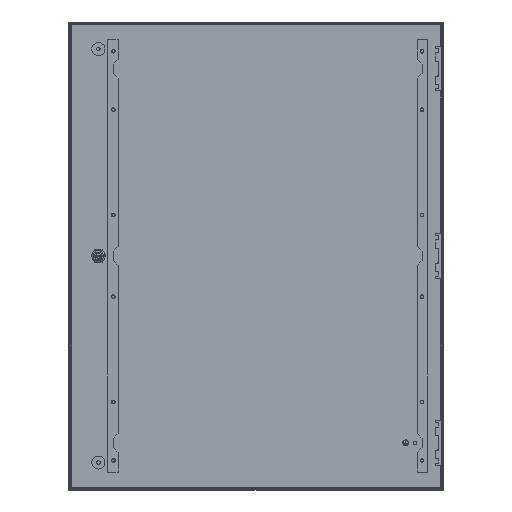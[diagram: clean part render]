
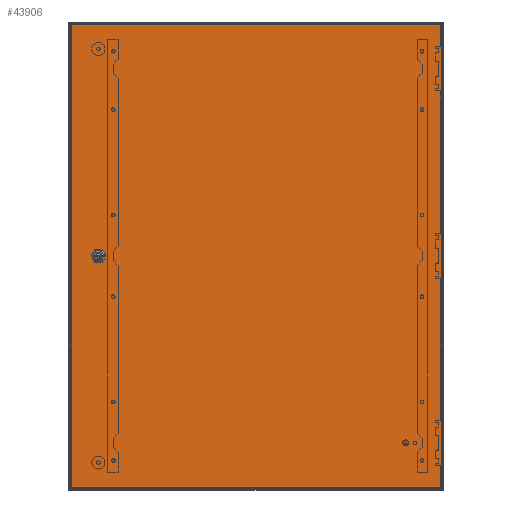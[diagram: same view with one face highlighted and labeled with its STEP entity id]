
A CAD part, top view. The second image highlights one B-rep face of the part: STEP entity #43906.
In plain terms, the highlighted planar face has unit normal (0, 0, 1).
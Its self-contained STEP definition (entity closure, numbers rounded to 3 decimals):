
#217 = DIRECTION ( 'NONE',  ( 0., 1., 0. ) ) ;
#313 = VERTEX_POINT ( 'NONE', #20077 ) ;
#1136 = CARTESIAN_POINT ( 'NONE',  ( 3., 997., 17. ) ) ;
#2033 = EDGE_CURVE ( 'NONE', #22005, #14693, #11951, .T. ) ;
#2503 = CARTESIAN_POINT ( 'NONE',  ( 57.944, 510.05, 17. ) ) ;
#2888 = AXIS2_PLACEMENT_3D ( 'NONE', #11968, #12231, #7976 ) ;
#3163 = EDGE_CURVE ( 'NONE', #313, #31705, #52052, .T. ) ;
#4239 = DIRECTION ( 'NONE',  ( 0., 0., 1. ) ) ;
#5021 = VERTEX_POINT ( 'NONE', #46191 ) ;
#5144 = DIRECTION ( 'NONE',  ( 1., 0., 0. ) ) ;
#5388 = EDGE_CURVE ( 'NONE', #31705, #34609, #32232, .T. ) ;
#5422 = VECTOR ( 'NONE', #37493, 1000. ) ;
#5697 = LINE ( 'NONE', #42565, #23717 ) ;
#7760 = EDGE_CURVE ( 'NONE', #32697, #10051, #39452, .T. ) ;
#7976 = DIRECTION ( 'NONE',  ( 1., 0., 0. ) ) ;
#8533 = EDGE_CURVE ( 'NONE', #21867, #22005, #10669, .T. ) ;
#8861 = AXIS2_PLACEMENT_3D ( 'NONE', #10474, #38908, #51287 ) ;
#8992 = EDGE_LOOP ( 'NONE', ( #29128, #26318, #19375, #43433, #37954, #25728, #26047, #25800 ) ) ;
#10051 = VERTEX_POINT ( 'NONE', #42504 ) ;
#10474 = CARTESIAN_POINT ( 'NONE',  ( 63., 500., 17. ) ) ;
#10669 = LINE ( 'NONE', #26903, #38887 ) ;
#11951 = LINE ( 'NONE', #51971, #40294 ) ;
#11965 = AXIS2_PLACEMENT_3D ( 'NONE', #41509, #50202, #5144 ) ;
#11968 = CARTESIAN_POINT ( 'NONE',  ( 63., 500., 17. ) ) ;
#12072 = ORIENTED_EDGE ( 'NONE', *, *, #28823, .T. ) ;
#12231 = DIRECTION ( 'NONE',  ( 0., 0., 1. ) ) ;
#12414 = LINE ( 'NONE', #15901, #51474 ) ;
#13350 = AXIS2_PLACEMENT_3D ( 'NONE', #29769, #17305, #20738 ) ;
#13384 = AXIS2_PLACEMENT_3D ( 'NONE', #27879, #4239, #23879 ) ;
#14049 = EDGE_CURVE ( 'NONE', #5021, #313, #12414, .T. ) ;
#14693 = VERTEX_POINT ( 'NONE', #45970 ) ;
#14717 = VERTEX_POINT ( 'NONE', #37770 ) ;
#14760 = VERTEX_POINT ( 'NONE', #1136 ) ;
#15889 = CIRCLE ( 'NONE', #13350, 11.25 ) ;
#15901 = CARTESIAN_POINT ( 'NONE',  ( 73.05, 494.944, 17. ) ) ;
#16032 = CARTESIAN_POINT ( 'NONE',  ( 3., 3., 17. ) ) ;
#16460 = CARTESIAN_POINT ( 'NONE',  ( 68.056, 510.05, 17. ) ) ;
#16778 = EDGE_CURVE ( 'NONE', #14760, #21867, #5697, .T. ) ;
#17305 = DIRECTION ( 'NONE',  ( 0., 0., 1. ) ) ;
#17559 = VERTEX_POINT ( 'NONE', #47440 ) ;
#17624 = CARTESIAN_POINT ( 'NONE',  ( 797., 3., 17. ) ) ;
#17876 = DIRECTION ( 'NONE',  ( 1., 0., 0. ) ) ;
#19291 = CARTESIAN_POINT ( 'NONE',  ( 52.95, 494.944, 17. ) ) ;
#19375 = ORIENTED_EDGE ( 'NONE', *, *, #30103, .F. ) ;
#20077 = CARTESIAN_POINT ( 'NONE',  ( 73.05, 505.056, 17. ) ) ;
#20738 = DIRECTION ( 'NONE',  ( 1., 0., 0. ) ) ;
#21287 = CARTESIAN_POINT ( 'NONE',  ( 68.056, 510.05, 17. ) ) ;
#21867 = VERTEX_POINT ( 'NONE', #16032 ) ;
#21881 = DIRECTION ( 'NONE',  ( 0., -1., 0. ) ) ;
#22005 = VERTEX_POINT ( 'NONE', #17624 ) ;
#22384 = CARTESIAN_POINT ( 'NONE',  ( 68.056, 489.95, 17. ) ) ;
#23717 = VECTOR ( 'NONE', #21881, 1000. ) ;
#23879 = DIRECTION ( 'NONE',  ( 1., 0., 0. ) ) ;
#25141 = LINE ( 'NONE', #28332, #52049 ) ;
#25728 = ORIENTED_EDGE ( 'NONE', *, *, #7760, .F. ) ;
#25793 = CIRCLE ( 'NONE', #2888, 11.25 ) ;
#25800 = ORIENTED_EDGE ( 'NONE', *, *, #5388, .F. ) ;
#26047 = ORIENTED_EDGE ( 'NONE', *, *, #50948, .F. ) ;
#26314 = ORIENTED_EDGE ( 'NONE', *, *, #16778, .T. ) ;
#26318 = ORIENTED_EDGE ( 'NONE', *, *, #14049, .F. ) ;
#26903 = CARTESIAN_POINT ( 'NONE',  ( 3., 3., 17. ) ) ;
#27112 = CARTESIAN_POINT ( 'NONE',  ( 52.95, 505.056, 17. ) ) ;
#27879 = CARTESIAN_POINT ( 'NONE',  ( 0., 0., 17. ) ) ;
#28332 = CARTESIAN_POINT ( 'NONE',  ( 3., 997., 17. ) ) ;
#28823 = EDGE_CURVE ( 'NONE', #14693, #14760, #25141, .T. ) ;
#29128 = ORIENTED_EDGE ( 'NONE', *, *, #3163, .F. ) ;
#29769 = CARTESIAN_POINT ( 'NONE',  ( 63., 500., 17. ) ) ;
#30103 = EDGE_CURVE ( 'NONE', #17559, #5021, #48389, .T. ) ;
#31705 = VERTEX_POINT ( 'NONE', #16460 ) ;
#32232 = LINE ( 'NONE', #21287, #5422 ) ;
#32697 = VERTEX_POINT ( 'NONE', #27112 ) ;
#34376 = ORIENTED_EDGE ( 'NONE', *, *, #2033, .T. ) ;
#34609 = VERTEX_POINT ( 'NONE', #2503 ) ;
#36069 = FACE_OUTER_BOUND ( 'NONE', #50565, .T. ) ;
#36264 = DIRECTION ( 'NONE',  ( 0., -1., 0. ) ) ;
#37493 = DIRECTION ( 'NONE',  ( -1., 0., 0. ) ) ;
#37735 = EDGE_CURVE ( 'NONE', #14717, #17559, #42008, .T. ) ;
#37770 = CARTESIAN_POINT ( 'NONE',  ( 57.944, 489.95, 17. ) ) ;
#37954 = ORIENTED_EDGE ( 'NONE', *, *, #40119, .F. ) ;
#38887 = VECTOR ( 'NONE', #51729, 1000. ) ;
#38908 = DIRECTION ( 'NONE',  ( 0., 0., 1. ) ) ;
#39452 = LINE ( 'NONE', #19291, #46360 ) ;
#40119 = EDGE_CURVE ( 'NONE', #10051, #14717, #25793, .T. ) ;
#40294 = VECTOR ( 'NONE', #47514, 1000. ) ;
#40595 = FACE_BOUND ( 'NONE', #8992, .T. ) ;
#41509 = CARTESIAN_POINT ( 'NONE',  ( 63., 500., 17. ) ) ;
#42008 = LINE ( 'NONE', #22384, #42344 ) ;
#42344 = VECTOR ( 'NONE', #17876, 1000. ) ;
#42504 = CARTESIAN_POINT ( 'NONE',  ( 52.95, 494.944, 17. ) ) ;
#42565 = CARTESIAN_POINT ( 'NONE',  ( 3., 997., 17. ) ) ;
#43433 = ORIENTED_EDGE ( 'NONE', *, *, #37735, .F. ) ;
#43906 = ADVANCED_FACE ( 'NONE', ( #40595, #36069 ), #51927, .T. ) ;
#45970 = CARTESIAN_POINT ( 'NONE',  ( 797., 997., 17. ) ) ;
#46191 = CARTESIAN_POINT ( 'NONE',  ( 73.05, 494.944, 17. ) ) ;
#46360 = VECTOR ( 'NONE', #36264, 1000. ) ;
#47440 = CARTESIAN_POINT ( 'NONE',  ( 68.056, 489.95, 17. ) ) ;
#47514 = DIRECTION ( 'NONE',  ( 0., 1., 0. ) ) ;
#48389 = CIRCLE ( 'NONE', #11965, 11.25 ) ;
#49309 = ORIENTED_EDGE ( 'NONE', *, *, #8533, .T. ) ;
#50202 = DIRECTION ( 'NONE',  ( 0., 0., 1. ) ) ;
#50565 = EDGE_LOOP ( 'NONE', ( #26314, #49309, #34376, #12072 ) ) ;
#50948 = EDGE_CURVE ( 'NONE', #34609, #32697, #15889, .T. ) ;
#51287 = DIRECTION ( 'NONE',  ( 1., 0., 0. ) ) ;
#51474 = VECTOR ( 'NONE', #217, 1000. ) ;
#51729 = DIRECTION ( 'NONE',  ( 1., 0., 0. ) ) ;
#51927 = PLANE ( 'NONE',  #13384 ) ;
#51971 = CARTESIAN_POINT ( 'NONE',  ( 797., 997., 17. ) ) ;
#52049 = VECTOR ( 'NONE', #52421, 1000. ) ;
#52052 = CIRCLE ( 'NONE', #8861, 11.25 ) ;
#52421 = DIRECTION ( 'NONE',  ( -1., 0., 0. ) ) ;
